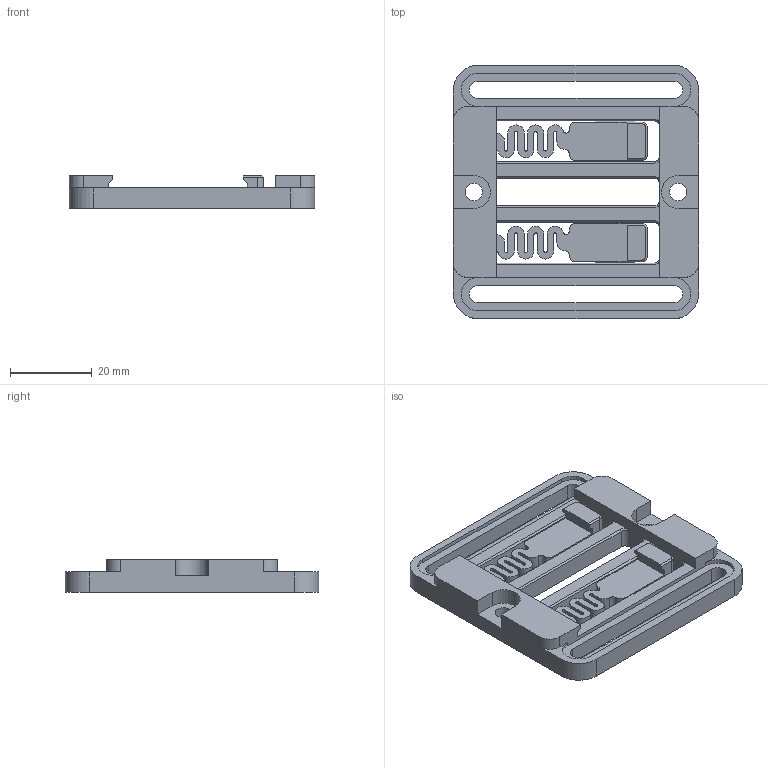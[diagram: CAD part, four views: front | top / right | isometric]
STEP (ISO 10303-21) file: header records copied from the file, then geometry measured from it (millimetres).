
FILE_DESCRIPTION(/* description */ (''),/* implementation_level */ '2;1');
FILE_NAME(/* name */ 'LRS-200-24_PSU_DIN_mount.step',/* time_stamp */ '2025-04-23T08:45:33-05:00',/* author */ (''),/* organization */ (''),/* preprocessor_version */ 'ST-DEVELOPER v20.1',/* originating_system */ 'Autodesk Translation Framework v14.4.0.0',/* authorisation */ '');
FILE_SCHEMA (('AUTOMOTIVE_DESIGN { 1 0 10303 214 3 1 1 }'));
Length unit declared in the file: millimetre
Products named in the file (1): unibody-simple-body
Bounding box: 60 x 61.97 x 8 mm (x, y, z)
Volume: 14834.2 mm3; surface area: 11554.2 mm2
Topology: 1 solids, 1 shells, 231 faces, 652 edges, 428 vertices
Faces by surface type: plane 135, cylinder 76, cone 16, bspline 4
Full cylindrical faces by diameter (mm): 4.2 x2
Entity records: 7736 total; most frequent: CARTESIAN_POINT 1562, ORIENTED_EDGE 1304, DIRECTION 1268, EDGE_CURVE 652, LINE 468, VECTOR 468, VERTEX_POINT 428, AXIS2_PLACEMENT_3D 400
